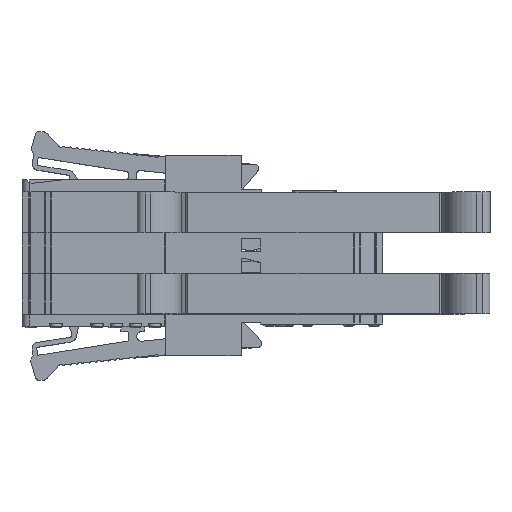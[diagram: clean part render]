
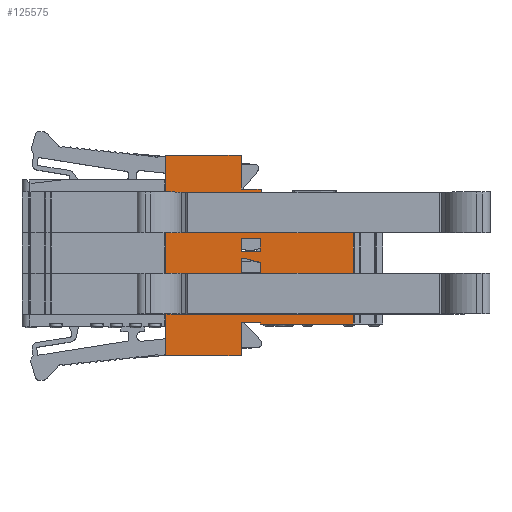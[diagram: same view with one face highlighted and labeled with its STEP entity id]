
A CAD part, top view. The second image highlights one B-rep face of the part: STEP entity #125575.
In plain terms, the highlighted planar face has unit normal (0, 0, 1).
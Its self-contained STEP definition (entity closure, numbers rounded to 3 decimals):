
#11499=LINE('',#198171,#20768);
#11501=LINE('',#198175,#20770);
#11503=LINE('',#198179,#20772);
#11505=LINE('',#198183,#20774);
#11510=LINE('',#198192,#20779);
#11512=LINE('',#198195,#20781);
#11513=LINE('',#198196,#20782);
#11515=LINE('',#198200,#20784);
#11517=LINE('',#198204,#20786);
#11518=LINE('',#198208,#20787);
#11519=LINE('',#198212,#20788);
#11521=LINE('',#198217,#20790);
#11523=LINE('',#198222,#20792);
#11524=LINE('',#198228,#20793);
#11526=LINE('',#198232,#20795);
#11540=LINE('',#198280,#20809);
#11542=LINE('',#198284,#20811);
#11544=LINE('',#198288,#20813);
#11546=LINE('',#198292,#20815);
#11548=LINE('',#198296,#20817);
#11550=LINE('',#198300,#20819);
#11552=LINE('',#198304,#20821);
#11555=LINE('',#198310,#20824);
#11556=LINE('',#198312,#20825);
#11557=LINE('',#198314,#20826);
#11558=LINE('',#198316,#20827);
#11559=LINE('',#198317,#20828);
#20768=VECTOR('',#153277,1000.);
#20770=VECTOR('',#153281,1000.);
#20772=VECTOR('',#153285,1000.);
#20774=VECTOR('',#153289,1000.);
#20779=VECTOR('',#153296,1000.);
#20781=VECTOR('',#153300,1000.);
#20782=VECTOR('',#153301,1000.);
#20784=VECTOR('',#153305,1000.);
#20786=VECTOR('',#153309,1000.);
#20787=VECTOR('',#153314,1000.);
#20788=VECTOR('',#153319,1000.);
#20790=VECTOR('',#153325,1000.);
#20792=VECTOR('',#153331,1000.);
#20793=VECTOR('',#153338,1000.);
#20795=VECTOR('',#153342,1000.);
#20809=VECTOR('',#153378,1000.);
#20811=VECTOR('',#153382,1000.);
#20813=VECTOR('',#153386,1000.);
#20815=VECTOR('',#153390,1000.);
#20817=VECTOR('',#153394,1000.);
#20819=VECTOR('',#153398,1000.);
#20821=VECTOR('',#153402,1000.);
#20824=VECTOR('',#153407,1000.);
#20825=VECTOR('',#153410,1000.);
#20826=VECTOR('',#153411,1000.);
#20827=VECTOR('',#153412,1000.);
#20828=VECTOR('',#153413,1000.);
#44689=ORIENTED_EDGE('',*,*,#59823,.T.);
#44690=ORIENTED_EDGE('',*,*,#59876,.T.);
#44691=ORIENTED_EDGE('',*,*,#59877,.T.);
#44692=ORIENTED_EDGE('',*,*,#59878,.F.);
#44693=ORIENTED_EDGE('',*,*,#59875,.T.);
#44694=ORIENTED_EDGE('',*,*,#59872,.F.);
#44695=ORIENTED_EDGE('',*,*,#59870,.T.);
#44696=ORIENTED_EDGE('',*,*,#59868,.F.);
#44697=ORIENTED_EDGE('',*,*,#59866,.T.);
#44698=ORIENTED_EDGE('',*,*,#59864,.T.);
#44699=ORIENTED_EDGE('',*,*,#59862,.F.);
#44700=ORIENTED_EDGE('',*,*,#59860,.T.);
#44701=ORIENTED_EDGE('',*,*,#59879,.F.);
#44702=ORIENTED_EDGE('',*,*,#59836,.F.);
#44703=ORIENTED_EDGE('',*,*,#59834,.T.);
#44704=ORIENTED_EDGE('',*,*,#59831,.T.);
#44705=ORIENTED_EDGE('',*,*,#59828,.T.);
#44706=ORIENTED_EDGE('',*,*,#59825,.F.);
#44707=ORIENTED_EDGE('',*,*,#59821,.F.);
#44708=ORIENTED_EDGE('',*,*,#59819,.F.);
#44709=ORIENTED_EDGE('',*,*,#59817,.F.);
#44710=ORIENTED_EDGE('',*,*,#59814,.T.);
#44711=ORIENTED_EDGE('',*,*,#59809,.F.);
#44712=ORIENTED_EDGE('',*,*,#59807,.T.);
#44713=ORIENTED_EDGE('',*,*,#59805,.F.);
#44714=ORIENTED_EDGE('',*,*,#59803,.F.);
#44715=ORIENTED_EDGE('',*,*,#59816,.F.);
#59803=EDGE_CURVE('',#69091,#69092,#11499,.T.);
#59805=EDGE_CURVE('',#69092,#69093,#11501,.T.);
#59807=EDGE_CURVE('',#69094,#69093,#11503,.T.);
#59809=EDGE_CURVE('',#69095,#69096,#11505,.T.);
#59814=EDGE_CURVE('',#69097,#69096,#11510,.T.);
#59816=EDGE_CURVE('',#69094,#69091,#11512,.T.);
#59817=EDGE_CURVE('',#69097,#69098,#11513,.T.);
#59819=EDGE_CURVE('',#69098,#69099,#11515,.T.);
#59821=EDGE_CURVE('',#69099,#69095,#11517,.T.);
#59823=EDGE_CURVE('',#69101,#69100,#11518,.F.);
#59825=EDGE_CURVE('',#69101,#69102,#11519,.T.);
#59828=EDGE_CURVE('',#69103,#69102,#11521,.T.);
#59831=EDGE_CURVE('',#69104,#69103,#11523,.T.);
#59834=EDGE_CURVE('',#69105,#69104,#11524,.T.);
#59836=EDGE_CURVE('',#69105,#69107,#11526,.T.);
#59860=EDGE_CURVE('',#69130,#69129,#11540,.T.);
#59862=EDGE_CURVE('',#69130,#69131,#11542,.T.);
#59864=EDGE_CURVE('',#69132,#69131,#11544,.T.);
#59866=EDGE_CURVE('',#69133,#69132,#11546,.T.);
#59868=EDGE_CURVE('',#69133,#69134,#11548,.T.);
#59870=EDGE_CURVE('',#69135,#69134,#11550,.T.);
#59872=EDGE_CURVE('',#69135,#69136,#11552,.T.);
#59875=EDGE_CURVE('',#69137,#69136,#11555,.T.);
#59876=EDGE_CURVE('',#69100,#69138,#11556,.T.);
#59877=EDGE_CURVE('',#69138,#69139,#11557,.T.);
#59878=EDGE_CURVE('',#69137,#69139,#11558,.T.);
#59879=EDGE_CURVE('',#69107,#69129,#11559,.T.);
#69091=VERTEX_POINT('',#198170);
#69092=VERTEX_POINT('',#198172);
#69093=VERTEX_POINT('',#198176);
#69094=VERTEX_POINT('',#198180);
#69095=VERTEX_POINT('',#198184);
#69096=VERTEX_POINT('',#198185);
#69097=VERTEX_POINT('',#198190);
#69098=VERTEX_POINT('',#198197);
#69099=VERTEX_POINT('',#198201);
#69100=VERTEX_POINT('',#198207);
#69101=VERTEX_POINT('',#198209);
#69102=VERTEX_POINT('',#198213);
#69103=VERTEX_POINT('',#198218);
#69104=VERTEX_POINT('',#198223);
#69105=VERTEX_POINT('',#198227);
#69107=VERTEX_POINT('',#198233);
#69129=VERTEX_POINT('',#198279);
#69130=VERTEX_POINT('',#198281);
#69131=VERTEX_POINT('',#198285);
#69132=VERTEX_POINT('',#198289);
#69133=VERTEX_POINT('',#198293);
#69134=VERTEX_POINT('',#198297);
#69135=VERTEX_POINT('',#198301);
#69136=VERTEX_POINT('',#198305);
#69137=VERTEX_POINT('',#198309);
#69138=VERTEX_POINT('',#198313);
#69139=VERTEX_POINT('',#198315);
#77270=EDGE_LOOP('',(#44689,#44690,#44691,#44692,#44693,#44694,#44695,#44696,
#44697,#44698,#44699,#44700,#44701,#44702,#44703,#44704,#44705,#44706));
#77271=EDGE_LOOP('',(#44707,#44708,#44709,#44710,#44711));
#77272=EDGE_LOOP('',(#44712,#44713,#44714,#44715));
#82990=FACE_BOUND('',#77270,.T.);
#82991=FACE_BOUND('',#77271,.T.);
#82992=FACE_BOUND('',#77272,.T.);
#86591=PLANE('',#132186);
#125575=ADVANCED_FACE('',(#82990,#82991,#82992),#86591,.F.);
#132186=AXIS2_PLACEMENT_3D('',#198311,#153408,#153409);
#153277=DIRECTION('',(1.,0.,0.));
#153281=DIRECTION('',(0.,1.,0.));
#153285=DIRECTION('',(1.,0.,0.));
#153289=DIRECTION('',(-0.97,0.243,0.));
#153296=DIRECTION('',(1.,0.,0.));
#153300=DIRECTION('',(0.,-1.,0.));
#153301=DIRECTION('',(0.,-1.,0.));
#153305=DIRECTION('',(1.,0.,0.));
#153309=DIRECTION('',(0.,1.,0.));
#153314=DIRECTION('',(0.,-1.,0.));
#153319=DIRECTION('',(-1.,0.,0.));
#153325=DIRECTION('',(0.,1.,0.));
#153331=DIRECTION('',(-1.,0.,0.));
#153338=DIRECTION('',(0.,1.,0.));
#153342=DIRECTION('',(-1.,0.,0.));
#153378=DIRECTION('',(1.,0.,0.));
#153382=DIRECTION('',(0.,-1.,0.));
#153386=DIRECTION('',(1.,0.,0.));
#153390=DIRECTION('',(0.,-1.,0.));
#153394=DIRECTION('',(1.,0.,0.));
#153398=DIRECTION('',(0.,1.,0.));
#153402=DIRECTION('',(1.,0.,0.));
#153407=DIRECTION('',(0.,1.,0.));
#153408=DIRECTION('',(0.,0.,-1.));
#153409=DIRECTION('',(-1.,0.,0.));
#153410=DIRECTION('',(-1.,0.,0.));
#153411=DIRECTION('',(0.,1.,0.));
#153412=DIRECTION('',(-1.,0.,0.));
#153413=DIRECTION('',(0.,1.,0.));
#198170=CARTESIAN_POINT('',(14.325,7.618,-0.1));
#198171=CARTESIAN_POINT('',(14.125,7.618,-0.1));
#198172=CARTESIAN_POINT('',(16.725,7.618,-0.1));
#198175=CARTESIAN_POINT('',(16.725,4.839,-0.1));
#198176=CARTESIAN_POINT('',(16.725,9.209,-0.1));
#198179=CARTESIAN_POINT('',(14.325,9.209,-0.1));
#198180=CARTESIAN_POINT('',(14.325,9.209,-0.1));
#198183=CARTESIAN_POINT('',(16.725,6.218,-0.1));
#198184=CARTESIAN_POINT('',(16.725,6.218,-0.1));
#198185=CARTESIAN_POINT('',(14.725,6.718,-0.1));
#198190=CARTESIAN_POINT('',(14.325,6.718,-0.1));
#198192=CARTESIAN_POINT('',(14.125,6.718,-0.1));
#198195=CARTESIAN_POINT('',(14.325,4.911,-0.1));
#198196=CARTESIAN_POINT('',(14.325,4.911,-0.1));
#198197=CARTESIAN_POINT('',(14.325,4.911,-0.1));
#198200=CARTESIAN_POINT('',(14.325,4.911,-0.1));
#198201=CARTESIAN_POINT('',(16.725,4.911,-0.1));
#198204=CARTESIAN_POINT('',(16.725,4.839,-0.1));
#198207=CARTESIAN_POINT('',(28.34,9.919,-0.1));
#198208=CARTESIAN_POINT('',(28.34,4.839,-0.1));
#198209=CARTESIAN_POINT('',(28.34,4.839,-0.1));
#198212=CARTESIAN_POINT('',(41.185,4.839,-0.1));
#198213=CARTESIAN_POINT('',(5.555,4.839,-0.1));
#198217=CARTESIAN_POINT('',(5.555,-0.241,-0.1));
#198218=CARTESIAN_POINT('',(5.555,-0.241,-0.1));
#198222=CARTESIAN_POINT('',(41.185,-0.241,-0.1));
#198223=CARTESIAN_POINT('',(28.34,-0.241,-0.1));
#198227=CARTESIAN_POINT('',(28.34,-1.491,-0.1));
#198228=CARTESIAN_POINT('',(28.34,-1.741,-0.1));
#198232=CARTESIAN_POINT('',(28.34,-1.491,-0.1));
#198233=CARTESIAN_POINT('',(16.725,-1.491,-0.1));
#198279=CARTESIAN_POINT('',(16.725,-1.27,-0.1));
#198280=CARTESIAN_POINT('',(-19.737,-1.27,-0.1));
#198281=CARTESIAN_POINT('',(14.325,-1.27,-0.1));
#198284=CARTESIAN_POINT('',(14.325,-2.07,-0.1));
#198285=CARTESIAN_POINT('',(14.325,-5.47,-0.1));
#198288=CARTESIAN_POINT('',(14.325,-5.47,-0.1));
#198289=CARTESIAN_POINT('',(4.825,-5.47,-0.1));
#198292=CARTESIAN_POINT('',(4.825,31.43,-0.1));
#198293=CARTESIAN_POINT('',(4.825,19.59,-0.1));
#198296=CARTESIAN_POINT('',(14.325,19.59,-0.1));
#198297=CARTESIAN_POINT('',(14.325,19.59,-0.1));
#198300=CARTESIAN_POINT('',(14.325,16.19,-0.1));
#198301=CARTESIAN_POINT('',(14.325,15.39,-0.1));
#198304=CARTESIAN_POINT('',(-19.737,15.39,-0.1));
#198305=CARTESIAN_POINT('',(16.825,15.39,-0.1));
#198309=CARTESIAN_POINT('',(16.825,14.999,-0.1));
#198310=CARTESIAN_POINT('',(16.825,-17.31,-0.1));
#198311=CARTESIAN_POINT('',(32.025,4.839,-0.1));
#198312=CARTESIAN_POINT('',(41.185,9.919,-0.1));
#198313=CARTESIAN_POINT('',(5.555,9.919,-0.1));
#198314=CARTESIAN_POINT('',(5.555,9.919,-0.1));
#198315=CARTESIAN_POINT('',(5.555,14.999,-0.1));
#198316=CARTESIAN_POINT('',(41.185,14.999,-0.1));
#198317=CARTESIAN_POINT('',(16.725,-1.741,-0.1));
